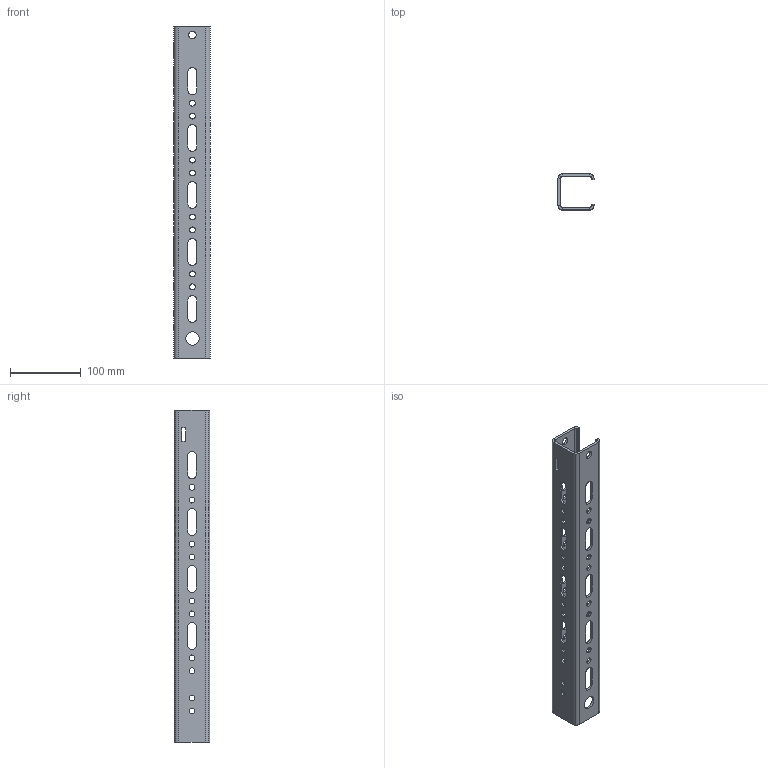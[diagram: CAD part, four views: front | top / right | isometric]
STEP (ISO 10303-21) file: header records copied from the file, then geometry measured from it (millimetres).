
FILE_DESCRIPTION (( 'STEP AP214' ), '1' );
FILE_NAME ('CHANNEL 1 SHEET METAL.STEP', '2026-01-29T18:04:11', ( 'FBC' ), ( '' ), 'SwSTEP 2.0', 'SolidWorks 2022', '' );
FILE_SCHEMA (( 'AUTOMOTIVE_DESIGN' ));
Length unit declared in the file: inch
Products named in the file (1): CHANNEL 1 SHEET METAL
Bounding box: 51.05 x 50.84 x 469.9 mm (x, y, z)
Volume: 199998.2 mm3; surface area: 132448.2 mm2
Topology: 1 solids, 1 shells, 196 faces, 550 edges, 356 vertices
Faces by surface type: cylinder 134, plane 62
Entity records: 6626 total; most frequent: DIRECTION 1212, CARTESIAN_POINT 1103, ORIENTED_EDGE 1100, EDGE_CURVE 550, AXIS2_PLACEMENT_3D 465, VERTEX_POINT 356, EDGE_LOOP 286, VECTOR 282
